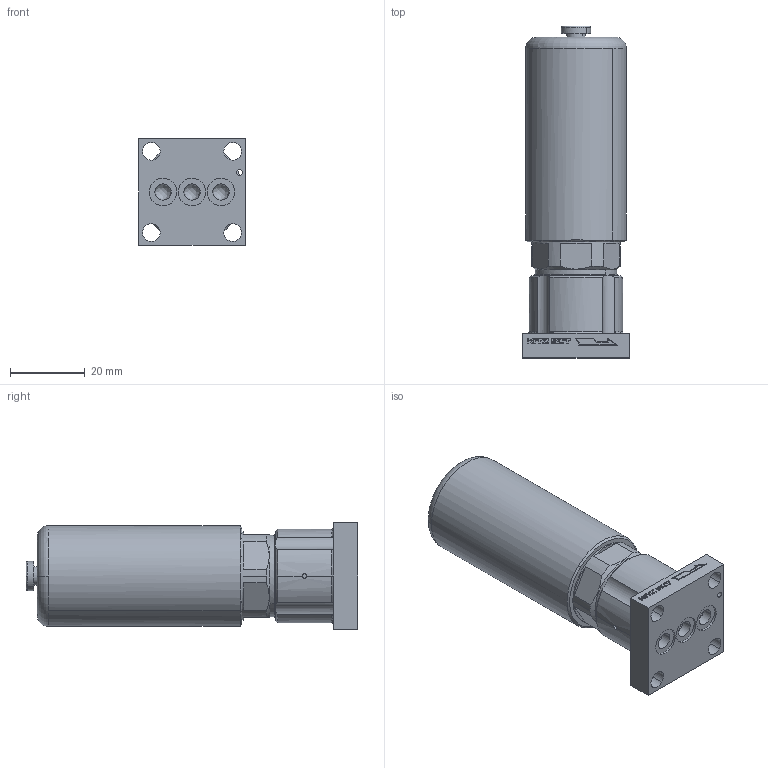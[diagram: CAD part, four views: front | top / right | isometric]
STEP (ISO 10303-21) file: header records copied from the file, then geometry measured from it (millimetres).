
FILE_DESCRIPTION (( 'STEP AP214' ), '1' );
FILE_NAME ('100000000528.STEP', '2025-11-04T06:34:32', ( 'Microsoft' ), ( 'Microsoft' ), 'SwSTEP 2.0', 'SolidWorks 2025', '' );
FILE_SCHEMA (( 'AUTOMOTIVE_DESIGN' ));
Length unit declared in the file: millimetre
Products named in the file (1): 100000000528
Bounding box: 28.6 x 88.76 x 28.6 mm (x, y, z)
Volume: 46854 mm3; surface area: 9927.2 mm2
Topology: 1 solids, 1 shells, 352 faces, 933 edges, 626 vertices
Faces by surface type: plane 196, cylinder 110, bspline 24, cone 12, torus 10
Entity records: 12711 total; most frequent: CARTESIAN_POINT 4092, ORIENTED_EDGE 1866, DIRECTION 1644, EDGE_CURVE 933, VERTEX_POINT 626, AXIS2_PLACEMENT_3D 551, LINE 542, VECTOR 542
